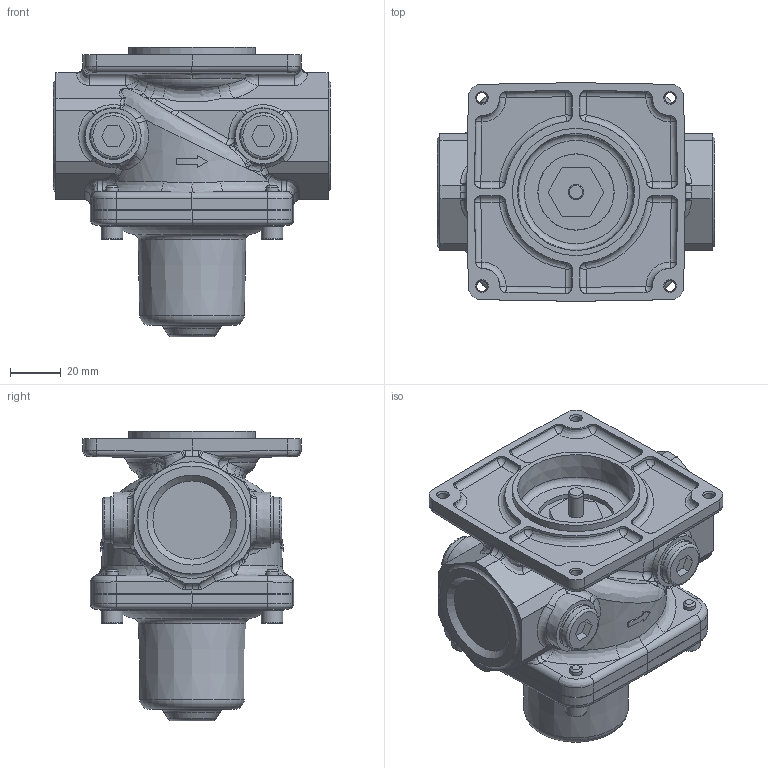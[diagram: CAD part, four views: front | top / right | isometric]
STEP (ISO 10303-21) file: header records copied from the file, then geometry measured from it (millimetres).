
FILE_DESCRIPTION(/* description */ (''),/* implementation_level */ '2;1');
FILE_NAME(/* name */ 'VGG10.254.stp',/* time_stamp */ '2016-11-08T10:22:58+01:00',/* author */ (''),/* organization */ (''),/* preprocessor_version */ 'ST-DEVELOPER v15',/* originating_system */ 'SIEMENS PLM Software NX 8.5',/* authorisation */ '');
FILE_SCHEMA (('AUTOMOTIVE_DESIGN { 1 0 10303 214 3 1 1 1 }'));
Length unit declared in the file: millimetre
Products named in the file (1): ront17488AE5bcxb
Bounding box: 109 x 86 x 114 mm (x, y, z)
Volume: 411820.1 mm3; surface area: 54094.6 mm2
Topology: 1 solids, 5 shells, 635 faces, 1499 edges, 881 vertices
Faces by surface type: plane 203, bspline 179, cylinder 154, cone 38, sphere 32, torus 29
Full cylindrical faces by diameter (mm): 4.2 x4, 4.826 x8, 6 x1, 8.5 x4, 9 x4, 18 x4, 18.5 x4, 50 x1
Entity records: 25524 total; most frequent: CARTESIAN_POINT 8055, ORIENTED_EDGE 2716, DIRECTION 2540, EDGE_CURVE 1358, AXIS2_PLACEMENT_3D 1020, VERTEX_POINT 850, EDGE_LOOP 768, PRESENTATION_STYLE_ASSIGNMENT 636
